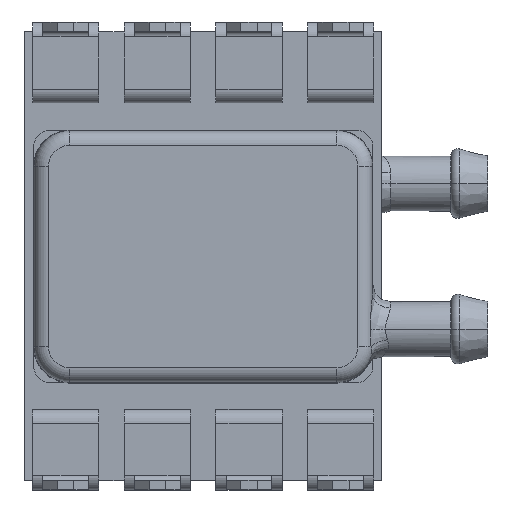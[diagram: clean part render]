
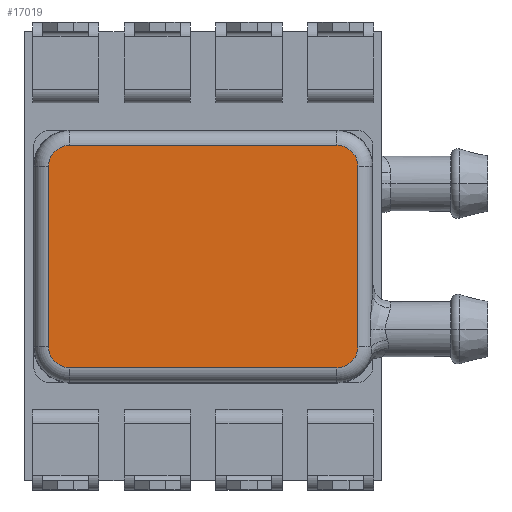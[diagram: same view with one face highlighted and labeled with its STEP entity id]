
A CAD part, top view. The second image highlights one B-rep face of the part: STEP entity #17019.
In plain terms, the highlighted planar face has unit normal (0, 0, 1).
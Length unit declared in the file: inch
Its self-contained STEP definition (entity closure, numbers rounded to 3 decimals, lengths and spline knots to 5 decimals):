
#6255=DIRECTION('',(1.,0.,0.));
#6256=VECTOR('',#6255,0.29134);
#6257=CARTESIAN_POINT('',(0.87144,-1.3492,
0.10118));
#6258=LINE('',#6257,#6256);
#6278=DIRECTION('',(0.,-1.,0.));
#6279=VECTOR('',#6278,0.19685);
#6280=CARTESIAN_POINT('',(1.18567,-1.37209,
0.10118));
#6281=LINE('',#6280,#6279);
#6467=CARTESIAN_POINT('',(1.16278,-1.37209,
0.10118));
#6468=DIRECTION('',(0.,0.,1.));
#6469=DIRECTION('',(1.,0.,0.));
#6470=AXIS2_PLACEMENT_3D('',#6467,#6468,#6469);
#6472=CARTESIAN_POINT('',(1.16278,-1.56894,
0.10118));
#6473=DIRECTION('',(0.,0.,1.));
#6474=DIRECTION('',(0.,-1.,0.));
#6475=AXIS2_PLACEMENT_3D('',#6472,#6473,#6474);
#6477=CARTESIAN_POINT('',(0.87144,-1.56894,
0.10118));
#6478=DIRECTION('',(0.,0.,1.));
#6479=DIRECTION('',(-1.,0.,0.));
#6480=AXIS2_PLACEMENT_3D('',#6477,#6478,#6479);
#6482=CARTESIAN_POINT('',(0.87144,-1.37209,
0.10118));
#6483=DIRECTION('',(0.,0.,1.));
#6484=DIRECTION('',(0.,1.,0.));
#6485=AXIS2_PLACEMENT_3D('',#6482,#6483,#6484);
#6491=DIRECTION('',(-1.,0.,0.));
#6492=VECTOR('',#6491,0.29134);
#6493=CARTESIAN_POINT('',(1.16278,-1.59183,
0.10118));
#6494=LINE('',#6493,#6492);
#6518=DIRECTION('',(0.,1.,0.));
#6519=VECTOR('',#6518,0.19685);
#6520=CARTESIAN_POINT('',(0.84855,-1.56894,
0.10118));
#6521=LINE('',#6520,#6519);
#8355=CARTESIAN_POINT('',(1.16278,-1.3492,
0.10118));
#8356=VERTEX_POINT('',#8355);
#8357=CARTESIAN_POINT('',(0.87144,-1.3492,
0.10118));
#8358=VERTEX_POINT('',#8357);
#8359=CARTESIAN_POINT('',(1.18567,-1.37209,
0.10118));
#8360=VERTEX_POINT('',#8359);
#8365=CARTESIAN_POINT('',(1.18567,-1.56894,
0.10118));
#8366=VERTEX_POINT('',#8365);
#8402=CARTESIAN_POINT('',(1.16278,-1.59183,
0.10118));
#8403=VERTEX_POINT('',#8402);
#8404=CARTESIAN_POINT('',(0.87144,-1.59183,
0.10118));
#8405=VERTEX_POINT('',#8404);
#8406=CARTESIAN_POINT('',(0.84855,-1.56894,
0.10118));
#8407=VERTEX_POINT('',#8406);
#8408=CARTESIAN_POINT('',(0.84855,-1.37209,
0.10118));
#8409=VERTEX_POINT('',#8408);
#17000=CARTESIAN_POINT('',(1.01707,-1.47012,
0.10118));
#17001=DIRECTION('',(0.,0.,1.));
#17002=DIRECTION('',(1.,0.,0.));
#17003=AXIS2_PLACEMENT_3D('',#17000,#17001,#17002);
#17004=PLANE('',#17003);
#17005=ORIENTED_EDGE('',*,*,#16664,.T.);
#17006=ORIENTED_EDGE('',*,*,#16679,.F.);
#17007=ORIENTED_EDGE('',*,*,#16699,.T.);
#17008=ORIENTED_EDGE('',*,*,#16990,.F.);
#17010=ORIENTED_EDGE('',*,*,#17009,.T.);
#17012=ORIENTED_EDGE('',*,*,#17011,.F.);
#17014=ORIENTED_EDGE('',*,*,#17013,.T.);
#17016=ORIENTED_EDGE('',*,*,#17015,.F.);
#17017=EDGE_LOOP('',(#17005,#17006,#17007,#17008,#17010,#17012,#17014,#17016));
#17018=FACE_OUTER_BOUND('',#17017,.F.);
#6471=CIRCLE('',#6470,0.02289);
#6476=CIRCLE('',#6475,0.02289);
#6481=CIRCLE('',#6480,0.02289);
#6486=CIRCLE('',#6485,0.02289);
#16664=EDGE_CURVE('',#8358,#8356,#6258,.T.);
#16679=EDGE_CURVE('',#8360,#8356,#6471,.T.);
#16699=EDGE_CURVE('',#8360,#8366,#6281,.T.);
#16990=EDGE_CURVE('',#8403,#8366,#6476,.T.);
#17009=EDGE_CURVE('',#8403,#8405,#6494,.T.);
#17011=EDGE_CURVE('',#8407,#8405,#6481,.T.);
#17013=EDGE_CURVE('',#8407,#8409,#6521,.T.);
#17015=EDGE_CURVE('',#8358,#8409,#6486,.T.);
#17019=ADVANCED_FACE('',(#17018),#17004,.T.);
